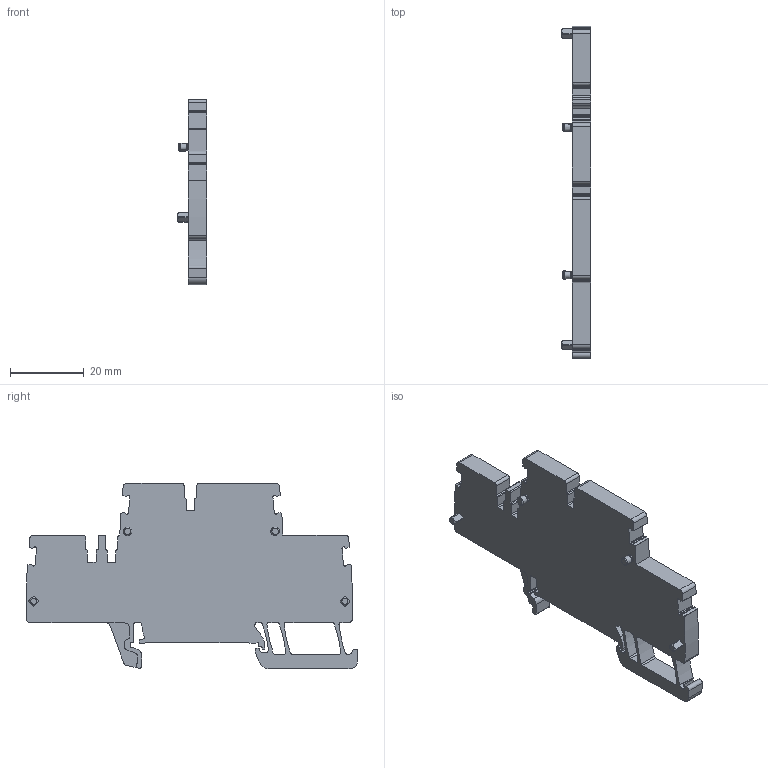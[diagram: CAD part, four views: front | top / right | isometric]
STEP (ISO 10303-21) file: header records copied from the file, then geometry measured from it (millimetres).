
FILE_DESCRIPTION(('CATIA V5 STEP Exchange','CAx-IF Rec.Pracs.--- Model Styling and Organization---1.4--- 2014-01-23'),'2;1');
FILE_NAME ('1358291-5_0', '2022-05-02T06:40:55+00:00', ('none'), ('Weidmueller'), 'CATIA Version 5-6 Release 2016 SP3 HF44', 'CATIA V5 STEP AP214', 'none');
FILE_SCHEMA(('AUTOMOTIVE_DESIGN { 1 0 10303 214 1 1 1 1 }'));
Length unit declared in the file: millimetre
Products named in the file (1): 2820650000
Bounding box: 8.1 x 89.73 x 50.15 mm (x, y, z)
Volume: 14800 mm3; surface area: 8428.6 mm2
Topology: 1 solids, 1 shells, 412 faces, 1179 edges, 775 vertices
Faces by surface type: cylinder 203, plane 157, extrusion 23, cone 16, torus 11, sphere 2
Entity records: 13349 total; most frequent: CARTESIAN_POINT 3023, ORIENTED_EDGE 2354, DIRECTION 1751, EDGE_CURVE 1177, VERTEX_POINT 775, VECTOR 707, AXIS2_PLACEMENT_3D 699, LINE 684
